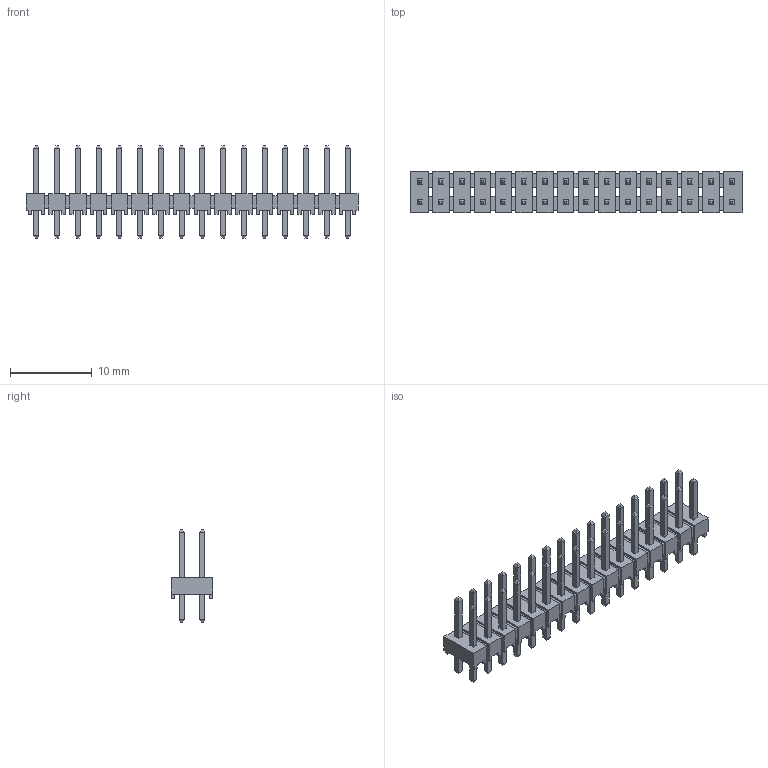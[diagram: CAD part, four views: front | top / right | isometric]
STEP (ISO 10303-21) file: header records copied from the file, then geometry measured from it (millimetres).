
FILE_DESCRIPTION(/* description */ (''),/* implementation_level */ '2;1');
FILE_NAME(/* name */ 'SAMTEC_TSW-116-23-L-D.stp',/* time_stamp */ '2017-03-08T13:00:24+01:00',/* author */ ('riccim'),/* organization */ ('SolidWorks'),/* preprocessor_version */ 'ST-DEVELOPER v15.5',/* originating_system */ 'AutoCAD Mechanical',/* authorisation */ ' ');
FILE_SCHEMA (('AUTOMOTIVE_DESIGN { 1 0 10303 214 3 1 1 }'));
Length unit declared in the file: millimetre
Products named in the file (1): Product
Bounding box: 40.64 x 5.08 x 11.3 mm (x, y, z)
Volume: 504.2 mm3; surface area: 1895.5 mm2
Topology: 110 solids, 110 shells, 1112 faces, 2420 edges, 1528 vertices
Faces by surface type: plane 1112
Entity records: 29273 total; most frequent: CARTESIAN_POINT 5061, ORIENTED_EDGE 4840, DIRECTION 4646, LINE 2420, VECTOR 2420, EDGE_CURVE 2420, VERTEX_POINT 1528, AXIS2_PLACEMENT_3D 1113
